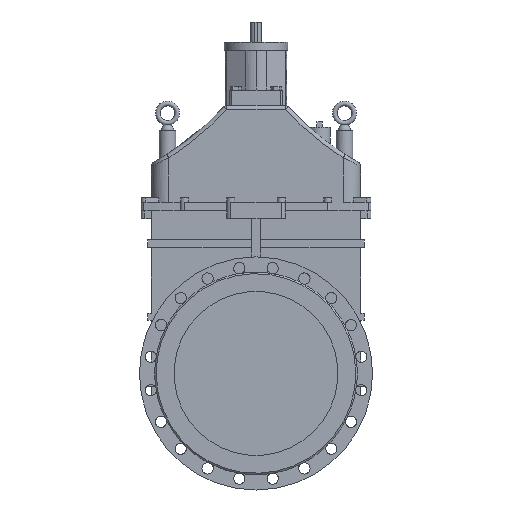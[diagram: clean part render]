
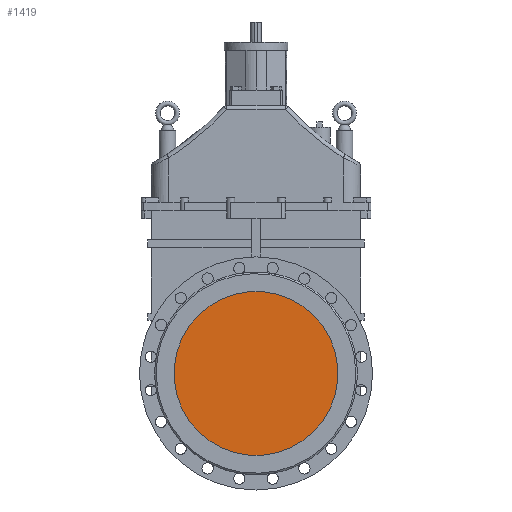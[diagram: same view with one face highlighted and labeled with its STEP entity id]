
A CAD part, left-side view. The second image highlights one B-rep face of the part: STEP entity #1419.
In plain terms, the highlighted planar face has unit normal (-1, 0, 0).
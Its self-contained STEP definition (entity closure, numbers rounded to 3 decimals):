
#1419=ADVANCED_FACE('',(#40637),#40639,.F.);
#40637=FACE_BOUND('',#40638,.T.);
#40638=EDGE_LOOP('',(#75800));
#40639=PLANE('',#40640);
#40640=AXIS2_PLACEMENT_3D('',#40641,#40642,#40643);
#40641=CARTESIAN_POINT('',(17287.649,10166.37,26435.13));
#40642=DIRECTION('',(1.,0.,0.));
#40643=DIRECTION('',(0.,0.,-1.));
#75800=ORIENTED_EDGE('',*,*,#101161,.T.);
#101161=EDGE_CURVE('',#118311,#118311,#118312,.T.);
#118311=VERTEX_POINT('',#150855);
#118312=CIRCLE('',#150856,225.);
#150855=CARTESIAN_POINT('',(17287.649,10007.271,26276.031));
#150856=AXIS2_PLACEMENT_3D('',#150857,#150858,#150859);
#150857=CARTESIAN_POINT('',(17287.649,10166.37,26435.13));
#150858=DIRECTION('',(-1.,0.,0.));
#150859=DIRECTION('',(0.,1.,0.));
